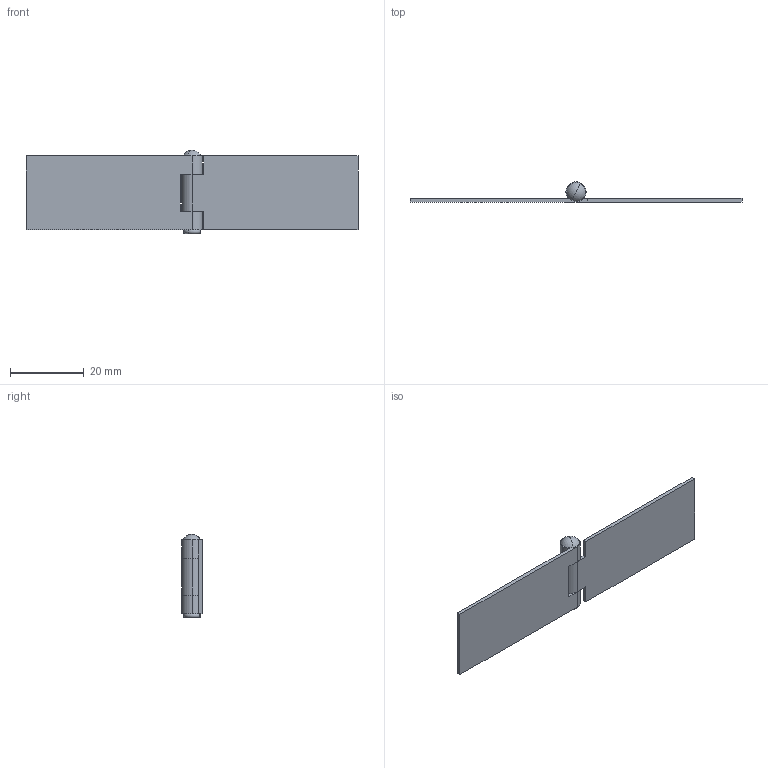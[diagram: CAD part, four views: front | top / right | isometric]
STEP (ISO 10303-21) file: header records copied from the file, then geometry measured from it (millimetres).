
FILE_DESCRIPTION (( 'STEP AP203' ), '1' );
FILE_NAME ('B-48-4.STEP', '2008-11-27T04:11:06', ( ' ' ), ( ' ' ), 'SwSTEP 2.0', 'SolidWorks 2007', '' );
FILE_SCHEMA (( 'CONFIG_CONTROL_DESIGN' ));
Length unit declared in the file: millimetre
Products named in the file (4): B-48-4; B-48-4僸儞僕A__棉太倌; B-48-4僸儞僕B__棉太倌; B-48-4僔儍僼僩__棉太倌
Assembly tree (3 placements, depth 2):
  B-48-4
    B-48-4僔儍僼僩__棉太倌
    B-48-4僸儞僕A__棉太倌
    B-48-4僸儞僕B__棉太倌
Bounding box: 90 x 5.5 x 22.6 mm (x, y, z)
Volume: 2162.9 mm3; surface area: 4530.4 mm2
Topology: 3 solids, 3 shells, 41 faces, 100 edges, 67 vertices
Faces by surface type: plane 20, cylinder 17, sphere 2, torus 2
Entity records: 1652 total; most frequent: DIRECTION 238, CARTESIAN_POINT 214, ORIENTED_EDGE 200, EDGE_CURVE 100, AXIS2_PLACEMENT_3D 91, VERTEX_POINT 67, VECTOR 56, LINE 56
